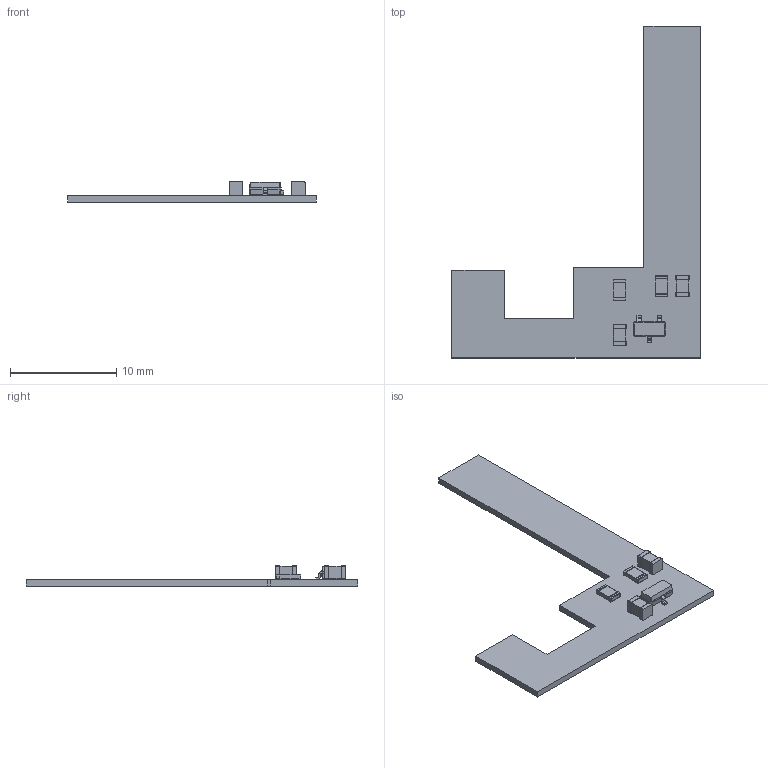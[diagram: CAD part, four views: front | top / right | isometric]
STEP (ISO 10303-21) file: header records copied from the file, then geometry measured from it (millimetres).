
FILE_DESCRIPTION(('KiCad electronic assembly'),'2;1');
FILE_NAME('Composite amp.step','2022-03-18T00:36:35',('An Author'),( 'A Company'),'Open CASCADE STEP processor 6.9', 'KiCad to STEP converter','Unknown');
FILE_SCHEMA(('AUTOMOTIVE_DESIGN { 1 0 10303 214 1 1 1 1 }'));
Length unit declared in the file: millimetre
Products named in the file (8): Open CASCADE STEP translator 6.9 1; R_0805_2012Metric; SOLID; SOT-23; C_0805_2012Metric
Assembly tree (9 placements, depth 3):
  Open CASCADE STEP translator 6.9 1
    R_0805_2012Metric  x2
      SOLID
    SOT-23
      SOLID
    C_0805_2012Metric  x2
      SOLID
    SOLID
Bounding box: 23.34 x 31.21 x 1.9 mm (x, y, z)
Volume: 183.6 mm3; surface area: 703.5 mm2
Topology: 6 solids, 6 shells, 197 faces, 493 edges, 312 vertices
Faces by surface type: plane 118, cylinder 52, bspline 27
Entity records: 9831 total; most frequent: CARTESIAN_POINT 1786, DIRECTION 1262, LINE 850, VECTOR 850, ORIENTED_EDGE 706, PCURVE 706, DEFINITIONAL_REPRESENTATION 706, EDGE_CURVE 353
